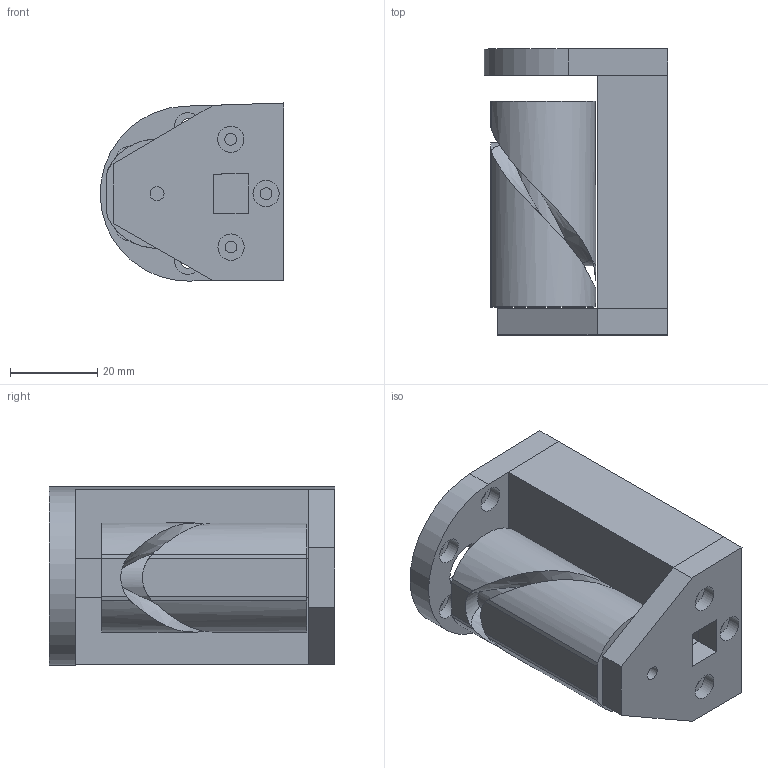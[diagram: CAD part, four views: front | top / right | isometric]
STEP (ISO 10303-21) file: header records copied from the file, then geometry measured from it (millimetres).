
FILE_DESCRIPTION(/* description */ (''),/* implementation_level */ '2;1');
FILE_NAME(/* name */ 'rotary_pusher_vertical_design v8.step',/* time_stamp */ '2021-11-04T16:40:54-05:00',/* author */ (''),/* organization */ (''),/* preprocessor_version */ 'ST-DEVELOPER v18.1',/* originating_system */ 'Autodesk Translation Framework v10.10.0.1391',/* authorisation */ '');
FILE_SCHEMA (('AUTOMOTIVE_DESIGN { 1 0 10303 214 3 1 1 }'));
Length unit declared in the file: millimetre
Products named in the file (4): rotary_pusher_vertical_design; Inner Cylinder; Mount; Pusher
Assembly tree (3 placements, depth 2):
  rotary_pusher_vertical_design
    Inner Cylinder
    Mount
    Pusher
Bounding box: 42 x 65.4 x 40.72 mm (x, y, z)
Volume: 65831.6 mm3; surface area: 22339.6 mm2
Topology: 4 solids, 4 shells, 102 faces, 233 edges, 155 vertices
Faces by surface type: plane 58, cylinder 38, bspline 6
Full cylindrical faces by diameter (mm): 2.7 x12, 3.2 x5, 6 x10, 12.2 x1, 15 x1
Entity records: 3631 total; most frequent: CARTESIAN_POINT 1174, DIRECTION 470, ORIENTED_EDGE 464, EDGE_CURVE 232, AXIS2_PLACEMENT_3D 176, VERTEX_POINT 155, EDGE_LOOP 144, LINE 118
